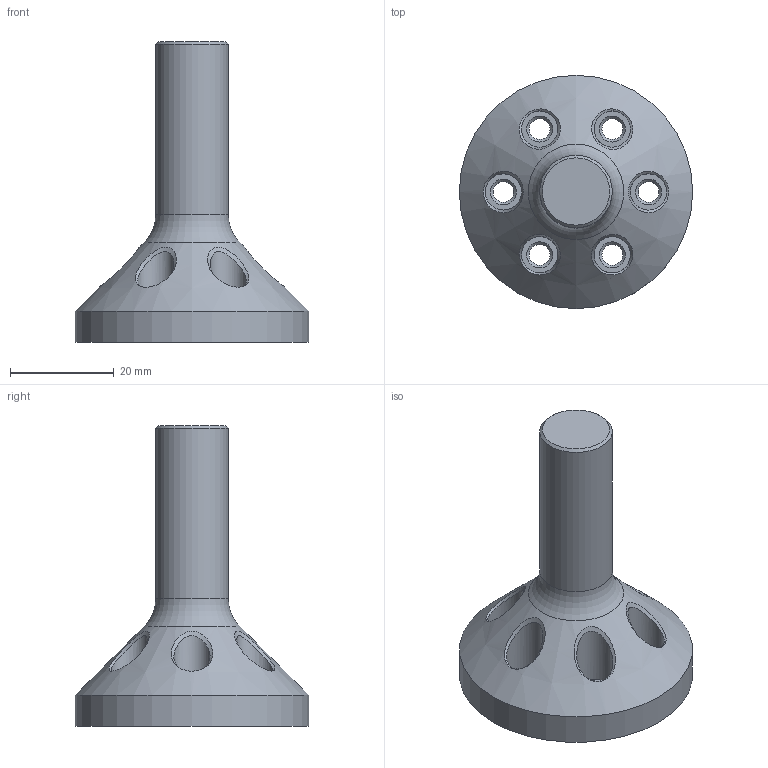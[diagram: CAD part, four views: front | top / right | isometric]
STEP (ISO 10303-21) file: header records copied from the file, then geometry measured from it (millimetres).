
FILE_DESCRIPTION(/* description */ (''),/* implementation_level */ '2;1');
FILE_NAME(/* name */ 'Motor_Shaft v2.step',/* time_stamp */ '2024-11-15T08:43:05+11:00',/* author */ (''),/* organization */ (''),/* preprocessor_version */ 'ST-DEVELOPER v20',/* originating_system */ 'Autodesk Translation Framework v13.20.0.188',/* authorisation */ '');
FILE_SCHEMA (('AUTOMOTIVE_DESIGN { 1 0 10303 214 3 1 1 }'));
Length unit declared in the file: millimetre
Products named in the file (1): Configuration 1
Bounding box: 45 x 45 x 58 mm (x, y, z)
Volume: 22424.8 mm3; surface area: 7456.6 mm2
Topology: 1 solids, 1 shells, 46 faces, 97 edges, 60 vertices
Faces by surface type: cone 15, cylinder 15, plane 9, bspline 6, torus 1
Full cylindrical faces by diameter (mm): 4 x6, 7 x6, 14 x1, 36.5 x1, 45 x1
Entity records: 2123 total; most frequent: CARTESIAN_POINT 1092, DIRECTION 204, ORIENTED_EDGE 194, EDGE_CURVE 97, AXIS2_PLACEMENT_3D 84, EDGE_LOOP 65, VERTEX_POINT 60, FACE_OUTER_BOUND 46
